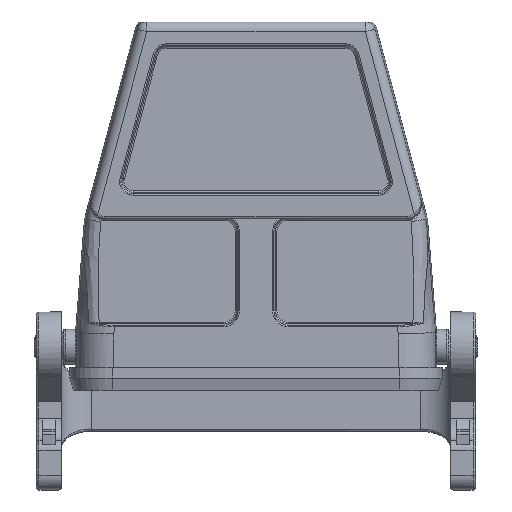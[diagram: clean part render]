
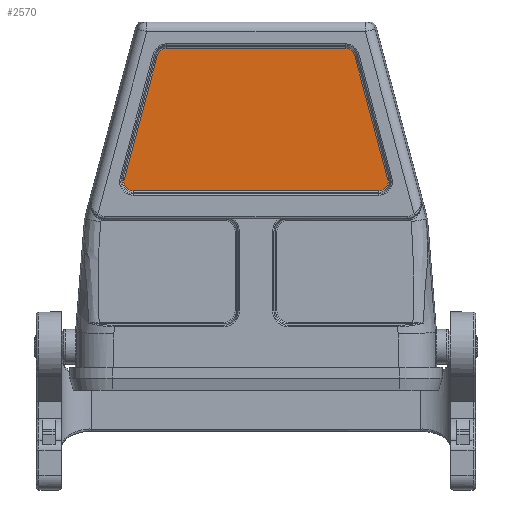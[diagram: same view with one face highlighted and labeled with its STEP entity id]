
A CAD part, front view. The second image highlights one B-rep face of the part: STEP entity #2570.
In plain terms, the highlighted planar face has unit normal (0, -1, 0).
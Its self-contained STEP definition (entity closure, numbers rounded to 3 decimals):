
#2570=ADVANCED_FACE('',(#3494),#3222,.F.);
#3222=PLANE('',#13624);
#3494=FACE_OUTER_BOUND('',#4124,.T.);
#4124=EDGE_LOOP('',(#5535,#5536,#5537,#5538,#5539,#5540,#5541,#5542));
#4865=CIRCLE('',#13620,1.835);
#4866=CIRCLE('',#13621,1.835);
#4867=CIRCLE('',#13622,1.835);
#4868=CIRCLE('',#13623,1.835);
#5535=ORIENTED_EDGE('',*,*,#9749,.T.);
#5536=ORIENTED_EDGE('',*,*,#9750,.T.);
#5537=ORIENTED_EDGE('',*,*,#9751,.T.);
#5538=ORIENTED_EDGE('',*,*,#9752,.T.);
#5539=ORIENTED_EDGE('',*,*,#9753,.T.);
#5540=ORIENTED_EDGE('',*,*,#9754,.T.);
#5541=ORIENTED_EDGE('',*,*,#9755,.T.);
#5542=ORIENTED_EDGE('',*,*,#9756,.T.);
#8708=VERTEX_POINT('',#19790);
#8709=VERTEX_POINT('',#19791);
#8710=VERTEX_POINT('',#19793);
#8711=VERTEX_POINT('',#19795);
#8712=VERTEX_POINT('',#19797);
#8713=VERTEX_POINT('',#19799);
#8714=VERTEX_POINT('',#19801);
#8715=VERTEX_POINT('',#19803);
#9749=EDGE_CURVE('',#8708,#8709,#11259,.T.);
#9750=EDGE_CURVE('',#8709,#8710,#4865,.T.);
#9751=EDGE_CURVE('',#8710,#8711,#11260,.T.);
#9752=EDGE_CURVE('',#8711,#8712,#4866,.T.);
#9753=EDGE_CURVE('',#8712,#8713,#11261,.T.);
#9754=EDGE_CURVE('',#8713,#8714,#4867,.T.);
#9755=EDGE_CURVE('',#8714,#8715,#11262,.T.);
#9756=EDGE_CURVE('',#8715,#8708,#4868,.T.);
#11259=LINE('',#19789,#12047);
#11260=LINE('',#19794,#12048);
#11261=LINE('',#19798,#12049);
#11262=LINE('',#19802,#12050);
#12047=VECTOR('',#14950,1.);
#12048=VECTOR('',#14953,1.);
#12049=VECTOR('',#14956,1.);
#12050=VECTOR('',#14959,1.);
#13620=AXIS2_PLACEMENT_3D('',#19792,#14951,#14952);
#13621=AXIS2_PLACEMENT_3D('',#19796,#14954,#14955);
#13622=AXIS2_PLACEMENT_3D('',#19800,#14957,#14958);
#13623=AXIS2_PLACEMENT_3D('',#19804,#14960,#14961);
#13624=AXIS2_PLACEMENT_3D('',#19805,#14962,#14963);
#14950=DIRECTION('',(-0.259,0.,0.966));
#14951=DIRECTION('',(0.,-1.,0.));
#14952=DIRECTION('',(0.,0.,1.));
#14953=DIRECTION('',(-1.,0.,0.));
#14954=DIRECTION('',(0.,-1.,0.));
#14955=DIRECTION('',(0.,0.,1.));
#14956=DIRECTION('',(-0.259,0.,-0.966));
#14957=DIRECTION('',(0.,-1.,0.));
#14958=DIRECTION('',(0.,0.,1.));
#14959=DIRECTION('',(1.,0.,0.));
#14960=DIRECTION('',(0.,-1.,0.));
#14961=DIRECTION('',(0.,0.,1.));
#14962=DIRECTION('',(0.,1.,0.));
#14963=DIRECTION('',(0.,0.,-1.));
#19789=CARTESIAN_POINT('',(19.8,-21.25,55.825));
#19790=CARTESIAN_POINT('',(26.498,-21.25,30.825));
#19791=CARTESIAN_POINT('',(19.8,-21.25,55.825));
#19792=CARTESIAN_POINT('',(18.027,-21.25,55.35));
#19793=CARTESIAN_POINT('',(18.027,-21.25,57.185));
#19794=CARTESIAN_POINT('',(-18.027,-21.25,57.185));
#19795=CARTESIAN_POINT('',(-18.027,-21.25,57.185));
#19796=CARTESIAN_POINT('',(-18.027,-21.25,55.35));
#19797=CARTESIAN_POINT('',(-19.8,-21.25,55.825));
#19798=CARTESIAN_POINT('',(-26.498,-21.25,30.825));
#19799=CARTESIAN_POINT('',(-26.498,-21.25,30.825));
#19800=CARTESIAN_POINT('',(-24.726,-21.25,30.35));
#19801=CARTESIAN_POINT('',(-24.726,-21.25,28.515));
#19802=CARTESIAN_POINT('',(24.726,-21.25,28.515));
#19803=CARTESIAN_POINT('',(24.726,-21.25,28.515));
#19804=CARTESIAN_POINT('',(24.726,-21.25,30.35));
#19805=CARTESIAN_POINT('',(18.027,-21.25,55.35));
